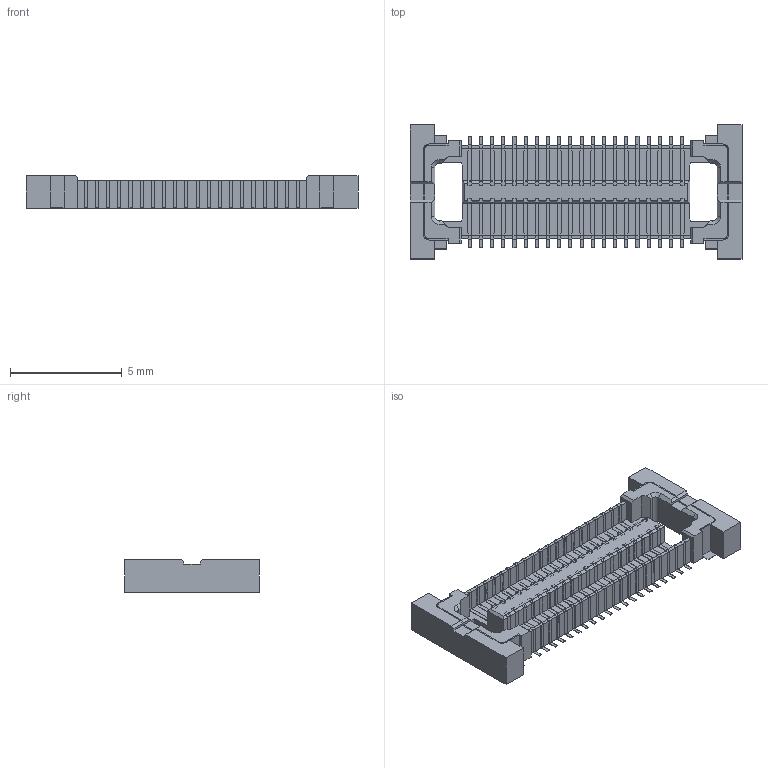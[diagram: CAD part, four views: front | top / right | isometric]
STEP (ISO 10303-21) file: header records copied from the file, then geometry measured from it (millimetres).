
FILE_DESCRIPTION(/* description */ (''),/* implementation_level */ '2;1');
FILE_NAME(/* name */ 'AA01B-S040VA1.stp',/* time_stamp */ '2015-08-27T01:33:52+09:00',/* author */ ('CONG'),/* organization */ (''),/* preprocessor_version */ 'ST-DEVELOPER v15.2',/* originating_system */ 'Autodesk Inventor 2014',/* authorisation */ '');
FILE_SCHEMA (('AUTOMOTIVE_DESIGN { 1 0 10303 214 3 1 1 }'));
Length unit declared in the file: millimetre
Products named in the file (1): AA01B-S040VA1
Bounding box: 14.86 x 6 x 1.47 mm (x, y, z)
Volume: 50.1 mm3; surface area: 383.2 mm2
Topology: 45 solids, 45 shells, 1524 faces, 4280 edges, 2844 vertices
Faces by surface type: plane 1140, cylinder 380, cone 4
Entity records: 48786 total; most frequent: CARTESIAN_POINT 8649, ORIENTED_EDGE 8560, DIRECTION 8094, EDGE_CURVE 4280, LINE 3516, VECTOR 3516, VERTEX_POINT 2844, AXIS2_PLACEMENT_3D 2289
